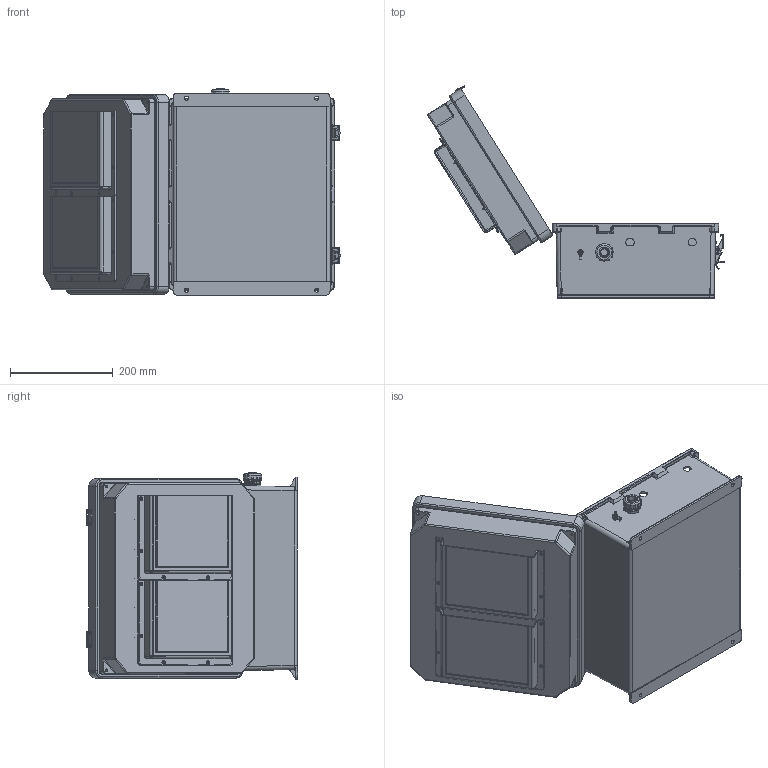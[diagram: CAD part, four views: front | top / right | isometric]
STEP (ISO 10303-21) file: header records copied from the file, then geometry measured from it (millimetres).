
FILE_DESCRIPTION (( 'STEP AP214' ), '1' );
FILE_NAME ('TEF141207-00V.STEP', '2018-11-20T15:36:12', ( '' ), ( '' ), 'SwSTEP 2.0', 'SolidWorks 2017', '' );
FILE_SCHEMA (( 'AUTOMOTIVE_DESIGN' ));
Length unit declared in the file: inch
Products named in the file (22): XF451-01; XFW-0002; XFN-0003; XCT-0005; XFS-0026; XC-0003; NB141207-DoorClasp-2; NB141207-DoorClasp-1; NB141207-Lid-Vented; NB141207-Hinge; XFS-0023_92470A148; NB141207-Box; XFR-0005; Fan Screen-120x120 ALUM; TEF141207-00V; XFN-0002; XM220-01-UL; NEMA 14-400 GroundWire; XFS-0017; 10-32 NEMA PLATE SCREW; XCT-0011; XCT-0010
Assembly tree (55 placements, depth 2):
  TEF141207-00V
    NB141207-Box
    NB141207-Hinge  x2
    NB141207-Lid-Vented
    NB141207-DoorClasp-1  x2
    NB141207-DoorClasp-2  x2
    XC-0003
    XFS-0026
    XCT-0005
    XFN-0003  x2
    XFW-0002
    XF451-01
    XCT-0010
    XCT-0011
    10-32 NEMA PLATE SCREW  x4
    XFS-0017
    NEMA 14-400 GroundWire
    XM220-01-UL  x2
    XFN-0002  x8
    Fan Screen-120x120 ALUM  x2
    XFR-0005  x12
    XFS-0023_92470A148  x8
Bounding box: 578.07 x 413.05 x 402.37 mm (x, y, z)
Volume: 2333431.6 mm3; surface area: 1573702.9 mm2
Topology: 61 solids, 62 shells, 3745 faces, 10321 edges, 6721 vertices
Faces by surface type: cylinder 1590, plane 1339, bspline 303, cone 299, torus 194, sphere 20
Full cylindrical faces by diameter (mm): 0.269 x546, 1.778 x12, 2.705 x16, 3.15 x4, 3.175 x28, 3.302 x4, 3.378 x20, 3.411 x4, 3.556 x9, 3.607 x1, 4.064 x4, 4.496 x16, 4.572 x2, 5.004 x1, 5.182 x1, 5.3 x2, 5.436 x8, 5.639 x1, 6.35 x4, 6.5 x4, 6.655 x13, 7.62 x3, 8 x4, 8.928 x4, 9.22 x1, 9.296 x4, 9.525 x1, 10 x4, 11.024 x2, 13.538 x2
Entity records: 91406 total; most frequent: CARTESIAN_POINT 30983, ORIENTED_EDGE 10734, DIRECTION 10731, EDGE_CURVE 5367, AXIS2_PLACEMENT_3D 4172, VERTEX_POINT 3744, EDGE_LOOP 3659, FACE_OUTER_BOUND 2743
